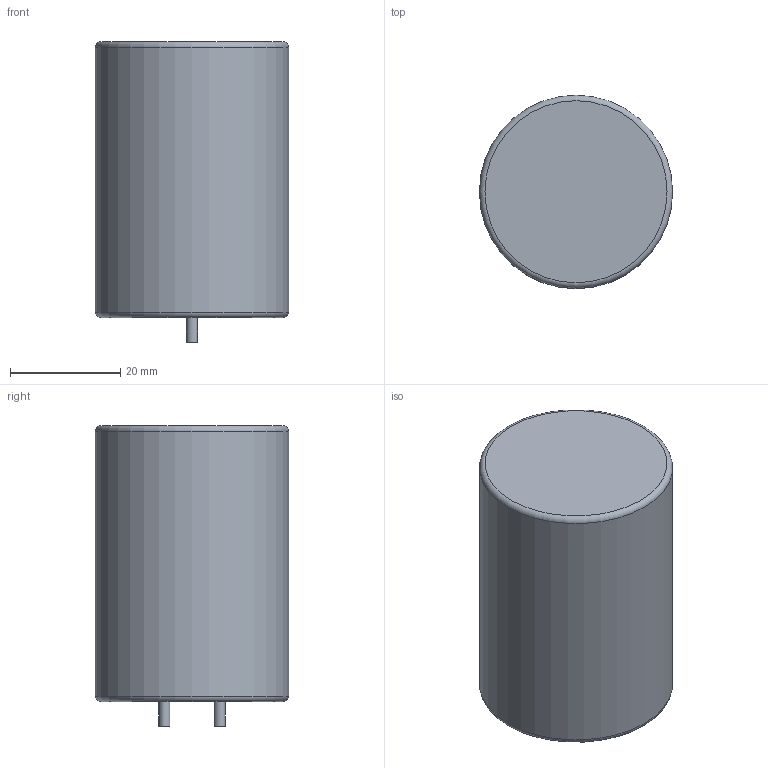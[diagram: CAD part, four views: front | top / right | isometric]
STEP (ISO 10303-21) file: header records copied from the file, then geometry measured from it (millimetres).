
FILE_DESCRIPTION(/* description */ (''),/* implementation_level */ '2;1');
FILE_NAME(/* name */ 'Cap.stp',/* time_stamp */ '2023-11-30T16:03:31+01:00',/* author */ ('jansenl'),/* organization */ (''),/* preprocessor_version */ 'ST-DEVELOPER v19.2',/* originating_system */ 'Autodesk Inventor 2023',/* authorisation */ '');
FILE_SCHEMA (('AUTOMOTIVE_DESIGN { 1 0 10303 214 3 1 1 }'));
Length unit declared in the file: millimetre
Products named in the file (3): Cap; Cap_1; Feet
Assembly tree (2 placements, depth 2):
  Cap
    Cap_1
    Feet
Bounding box: 35 x 35 x 54.5 mm (x, y, z)
Volume: 48087.3 mm3; surface area: 7395.9 mm2
Topology: 3 solids, 3 shells, 11 faces, 15 edges, 11 vertices
Faces by surface type: plane 6, cylinder 3, torus 2
Full cylindrical faces by diameter (mm): 2 x2, 35 x1
Entity records: 367 total; most frequent: DIRECTION 59, CARTESIAN_POINT 42, ORIENTED_EDGE 30, AXIS2_PLACEMENT_3D 28, EDGE_CURVE 15, CIRCLE 12, FACE_OUTER_BOUND 11, EDGE_LOOP 11
